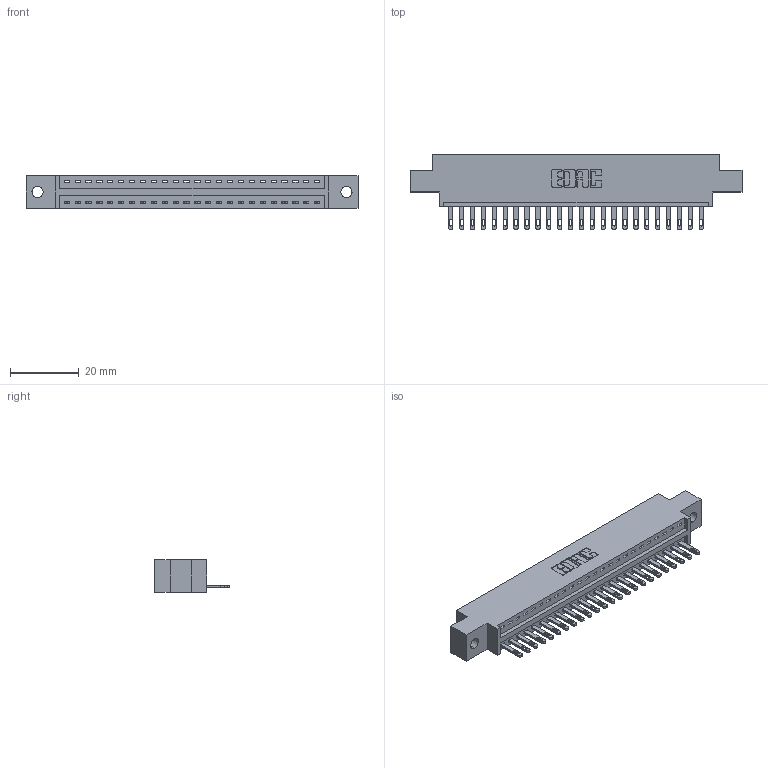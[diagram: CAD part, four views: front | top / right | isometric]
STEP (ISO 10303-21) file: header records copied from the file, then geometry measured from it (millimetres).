
FILE_DESCRIPTION (( 'STEP AP203' ), '1' );
FILE_NAME ('896-024-500-602.STEP', '2021-07-27T17:28:49', ( '' ), ( '' ), 'SwSTEP 2.0', 'SolidWorks 2020', '' );
FILE_SCHEMA (( 'CONFIG_CONTROL_DESIGN' ));
Length unit declared in the file: inch
Products named in the file (3): 896-024-500-602; 846 Part_0.170 Offset - 0.128 Dia; 345-292-001_345-293-100
Assembly tree (25 placements, depth 2):
  896-024-500-602
    846 Part_0.170 Offset - 0.128 Dia
    345-292-001_345-293-100  x24
Bounding box: 96.77 x 21.84 x 9.4 mm (x, y, z)
Volume: 8963 mm3; surface area: 10953.3 mm2
Topology: 25 solids, 25 shells, 1422 faces, 4373 edges, 2914 vertices
Faces by surface type: plane 896, cylinder 526
Entity records: 17383 total; most frequent: CARTESIAN_POINT 2992, ORIENTED_EDGE 2950, DIRECTION 2663, EDGE_CURVE 1475, VECTOR 1243, LINE 1243, VERTEX_POINT 982, AXIS2_PLACEMENT_3D 710
